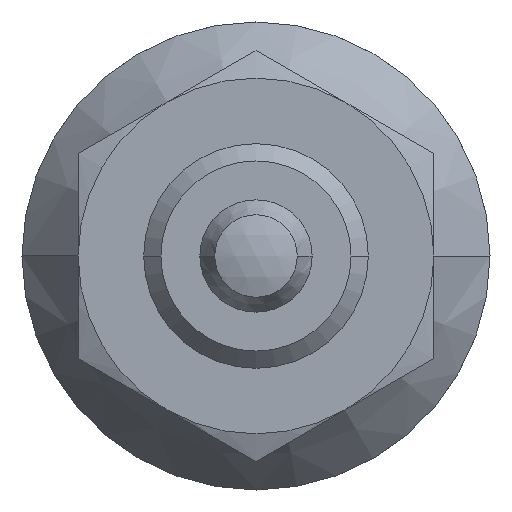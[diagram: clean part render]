
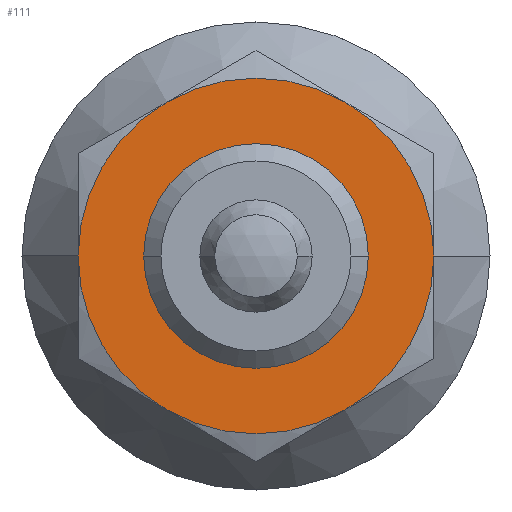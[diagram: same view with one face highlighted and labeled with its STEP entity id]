
A CAD part, front view. The second image highlights one B-rep face of the part: STEP entity #111.
In plain terms, the highlighted planar face has unit normal (0, -1, 0).
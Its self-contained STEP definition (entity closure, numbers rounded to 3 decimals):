
#111 = ADVANCED_FACE( '', ( #231, #232 ), #233, .T. );
#231 = FACE_OUTER_BOUND( '', #401, .T. );
#232 = FACE_BOUND( '', #402, .T. );
#233 = PLANE( '', #403 );
#401 = EDGE_LOOP( '', ( #774, #775, #776, #777, #778, #779 ) );
#402 = EDGE_LOOP( '', ( #780, #781 ) );
#403 = AXIS2_PLACEMENT_3D( '', #782, #783, #784 );
#774 = ORIENTED_EDGE( '', *, *, #1252, .F. );
#775 = ORIENTED_EDGE( '', *, *, #1253, .F. );
#776 = ORIENTED_EDGE( '', *, *, #1254, .F. );
#777 = ORIENTED_EDGE( '', *, *, #1255, .F. );
#778 = ORIENTED_EDGE( '', *, *, #1256, .F. );
#779 = ORIENTED_EDGE( '', *, *, #1257, .F. );
#780 = ORIENTED_EDGE( '', *, *, #1214, .F. );
#781 = ORIENTED_EDGE( '', *, *, #1264, .F. );
#782 = CARTESIAN_POINT( '', ( 4.75, -13., 0. ) );
#783 = DIRECTION( '', ( 0., -1., 0. ) );
#784 = DIRECTION( '', ( -1., 0., 0. ) );
#1214 = EDGE_CURVE( '', #1467, #1463, #1469, .T. );
#1252 = EDGE_CURVE( '', #1522, #1513, #1537, .T. );
#1253 = EDGE_CURVE( '', #1531, #1522, #1538, .T. );
#1254 = EDGE_CURVE( '', #1484, #1531, #1539, .T. );
#1255 = EDGE_CURVE( '', #1507, #1484, #1540, .T. );
#1256 = EDGE_CURVE( '', #1496, #1507, #1541, .T. );
#1257 = EDGE_CURVE( '', #1513, #1496, #1542, .T. );
#1264 = EDGE_CURVE( '', #1463, #1467, #1549, .T. );
#1463 = VERTEX_POINT( '', #2146 );
#1467 = VERTEX_POINT( '', #2151 );
#1469 = CIRCLE( '', #2154, 6. );
#1484 = VERTEX_POINT( '', #2173 );
#1496 = VERTEX_POINT( '', #2223 );
#1507 = VERTEX_POINT( '', #2272 );
#1513 = VERTEX_POINT( '', #2314 );
#1522 = VERTEX_POINT( '', #2360 );
#1531 = VERTEX_POINT( '', #2406 );
#1537 = CIRCLE( '', #2448, 9.5 );
#1538 = CIRCLE( '', #2449, 9.5 );
#1539 = CIRCLE( '', #2450, 9.5 );
#1540 = CIRCLE( '', #2451, 9.5 );
#1541 = CIRCLE( '', #2452, 9.5 );
#1542 = CIRCLE( '', #2453, 9.5 );
#1549 = CIRCLE( '', #2460, 6. );
#2146 = CARTESIAN_POINT( '', ( 6., -13., 0. ) );
#2151 = CARTESIAN_POINT( '', ( -6., -13., 0. ) );
#2154 = AXIS2_PLACEMENT_3D( '', #2806, #2807, #2808 );
#2173 = CARTESIAN_POINT( '', ( -4.75, -13., 8.227 ) );
#2223 = CARTESIAN_POINT( '', ( -4.75, -13., -8.227 ) );
#2272 = CARTESIAN_POINT( '', ( -9.5, -13., 0. ) );
#2314 = CARTESIAN_POINT( '', ( 4.75, -13., -8.227 ) );
#2360 = CARTESIAN_POINT( '', ( 9.5, -13., 0. ) );
#2406 = CARTESIAN_POINT( '', ( 4.75, -13., 8.227 ) );
#2448 = AXIS2_PLACEMENT_3D( '', #2828, #2829, #2830 );
#2449 = AXIS2_PLACEMENT_3D( '', #2831, #2832, #2833 );
#2450 = AXIS2_PLACEMENT_3D( '', #2834, #2835, #2836 );
#2451 = AXIS2_PLACEMENT_3D( '', #2837, #2838, #2839 );
#2452 = AXIS2_PLACEMENT_3D( '', #2840, #2841, #2842 );
#2453 = AXIS2_PLACEMENT_3D( '', #2843, #2844, #2845 );
#2460 = AXIS2_PLACEMENT_3D( '', #2864, #2865, #2866 );
#2806 = CARTESIAN_POINT( '', ( 0., -13., 0. ) );
#2807 = DIRECTION( '', ( 0., -1., 0. ) );
#2808 = DIRECTION( '', ( 1., 0., 0. ) );
#2828 = CARTESIAN_POINT( '', ( 0., -13., 0. ) );
#2829 = DIRECTION( '', ( 0., 1., 0. ) );
#2830 = DIRECTION( '', ( 1., 0., 0. ) );
#2831 = CARTESIAN_POINT( '', ( 0., -13., 0. ) );
#2832 = DIRECTION( '', ( 0., 1., 0. ) );
#2833 = DIRECTION( '', ( 1., 0., 0. ) );
#2834 = CARTESIAN_POINT( '', ( 0., -13., 0. ) );
#2835 = DIRECTION( '', ( 0., 1., 0. ) );
#2836 = DIRECTION( '', ( 1., 0., 0. ) );
#2837 = CARTESIAN_POINT( '', ( 0., -13., 0. ) );
#2838 = DIRECTION( '', ( 0., 1., 0. ) );
#2839 = DIRECTION( '', ( 1., 0., 0. ) );
#2840 = CARTESIAN_POINT( '', ( 0., -13., 0. ) );
#2841 = DIRECTION( '', ( 0., 1., 0. ) );
#2842 = DIRECTION( '', ( 1., 0., 0. ) );
#2843 = CARTESIAN_POINT( '', ( 0., -13., 0. ) );
#2844 = DIRECTION( '', ( 0., 1., 0. ) );
#2845 = DIRECTION( '', ( 1., 0., 0. ) );
#2864 = CARTESIAN_POINT( '', ( 0., -13., 0. ) );
#2865 = DIRECTION( '', ( 0., -1., 0. ) );
#2866 = DIRECTION( '', ( 1., 0., 0. ) );
